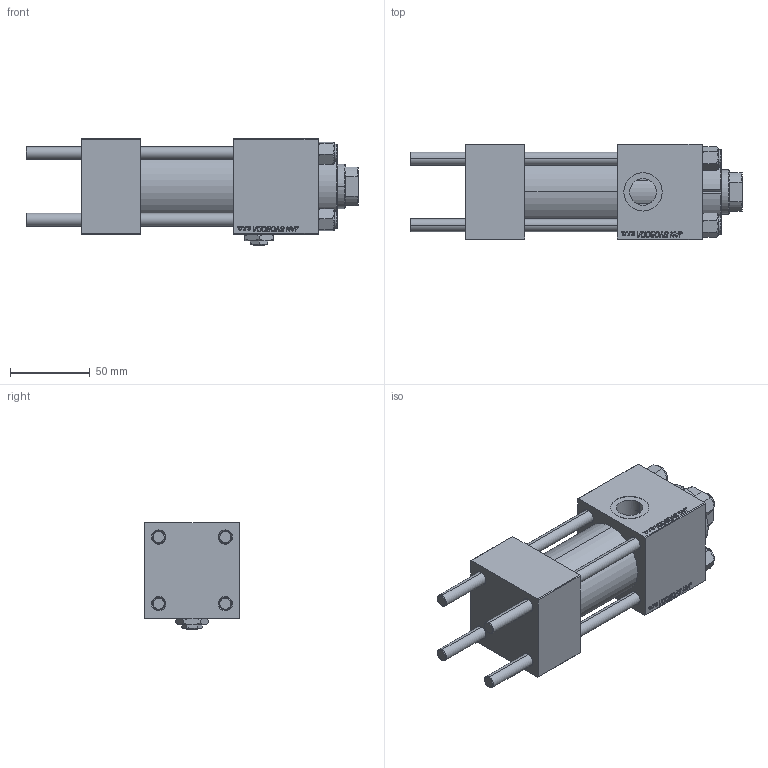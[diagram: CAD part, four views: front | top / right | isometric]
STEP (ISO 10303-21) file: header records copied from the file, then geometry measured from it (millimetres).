
FILE_DESCRIPTION (( 'STEP AP203' ), '1' );
FILE_NAME ('bea9.STEP', '2022-04-29T08:33:28', ( '' ), ( '' ), 'SwSTEP 2.0', 'SolidWorks 2019', '' );
FILE_SCHEMA (( 'CONFIG_CONTROL_DESIGN' ));
Length unit declared in the file: millimetre
Products named in the file (7): CR025_012_A_0_G_A_G_M_020_+#_##_TYCINKA 10f90ce5bc247c873bb6e640595dcb2c; V215CR_VCP 10f90ce5bc247c873bb6e640595dcb2c; V215CR_BODY_A 10f90ce5bc247c873bb6e640595dcb2c; NUT_M5 10f90ce5bc247c873bb6e640595dcb2c; bea9; V215_VC_A 10f90ce5bc247c873bb6e640595dcb2c; Zatka_pro_OIL_PORT 10f90ce5bc247c873bb6e640595dcb2c
Assembly tree (12 placements, depth 2):
  bea9
    V215CR_BODY_A 10f90ce5bc247c873bb6e640595dcb2c
    CR025_012_A_0_G_A_G_M_020_+#_##_TYCINKA 10f90ce5bc247c873bb6e640595dcb2c  x4
    NUT_M5 10f90ce5bc247c873bb6e640595dcb2c  x4
    V215CR_VCP 10f90ce5bc247c873bb6e640595dcb2c
    V215_VC_A 10f90ce5bc247c873bb6e640595dcb2c
    Zatka_pro_OIL_PORT 10f90ce5bc247c873bb6e640595dcb2c
Bounding box: 208 x 60 x 67 mm (x, y, z)
Volume: 433537 mm3; surface area: 121498.6 mm2
Topology: 12 solids, 12 shells, 1188 faces, 2991 edges, 1937 vertices
Faces by surface type: plane 546, bspline 392, cone 156, cylinder 86, torus 8
Entity records: 51850 total; most frequent: CARTESIAN_POINT 27658, ORIENTED_EDGE 5474, DIRECTION 3473, EDGE_CURVE 2737, VERTEX_POINT 1793, VECTOR 1629, LINE 1629, EDGE_LOOP 1200
